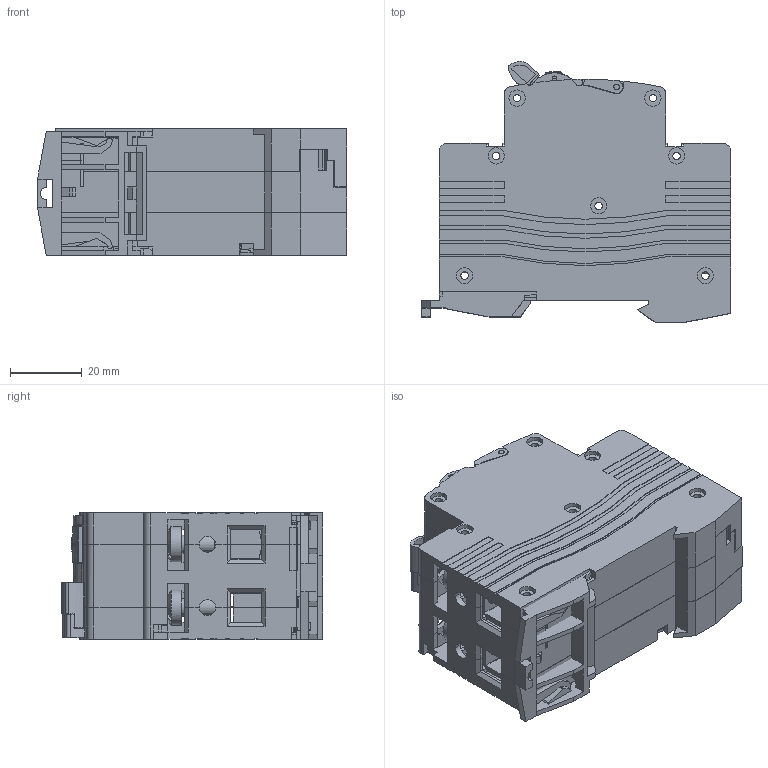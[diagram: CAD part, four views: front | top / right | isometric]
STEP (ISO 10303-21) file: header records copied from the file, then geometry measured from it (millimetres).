
FILE_DESCRIPTION (( 'STEP AP214' ), '1' );
FILE_NAME ('Âûêëþ÷àòåëü àâòîìàòè÷åñêèé äèôô òîêà DVA-6.STEP', '2018-03-06T11:36:27', ( '' ), ( '' ), 'SwSTEP 2.0', 'SolidWorks 2017', '' );
FILE_SCHEMA (( 'AUTOMOTIVE_DESIGN' ));
Length unit declared in the file: millimetre
Products named in the file (14): Ｎ极手柄; Ｌ极手柄簧轴; ｣ﾌｼｫﾐﾂｸﾇ; Âûêëþ÷àòåëü àâòîìàòè÷åñêèé äèôô òîêà DVA-6; 靡齪啣DPRT; Ｌ极手柄; 8YJ.574.4300; ｣ﾎｼｫﾐﾂｸﾇｸﾄ; 諉盄蹟隊01; 價釱03蜊; 猾啣; 陔縐啣; Ｌ极手柄轴; 偌聽
Assembly tree (19 placements, depth 2):
  Âûêëþ÷àòåëü àâòîìàòè÷åñêèé äèôô òîêà DVA-6
    價釱03蜊
    ｣ﾌｼｫﾐﾂｸﾇ
    ｣ﾎｼｫﾐﾂｸﾇｸﾄ
    偌聽
    靡齪啣DPRT
    Ｌ极手柄
    陔縐啣
    Ｌ极手柄轴
    Ｌ极手柄簧轴
    猾啣
    Ｎ极手柄
    諉盄蹟隊01  x4
    8YJ.574.4300  x4
Bounding box: 86 x 72.62 x 35.2 mm (x, y, z)
Volume: 43715.6 mm3; surface area: 68702.5 mm2
Topology: 21 solids, 21 shells, 3120 faces, 8862 edges, 5805 vertices
Faces by surface type: plane 2404, cylinder 581, cone 103, bspline 29, torus 3
Entity records: 89061 total; most frequent: CARTESIAN_POINT 18465, ORIENTED_EDGE 14654, DIRECTION 13403, EDGE_CURVE 7327, LINE 6017, VECTOR 6017, VERTEX_POINT 4797, AXIS2_PLACEMENT_3D 3693
